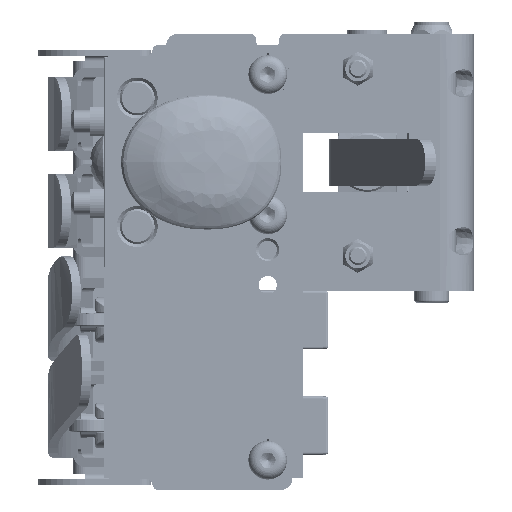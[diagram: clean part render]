
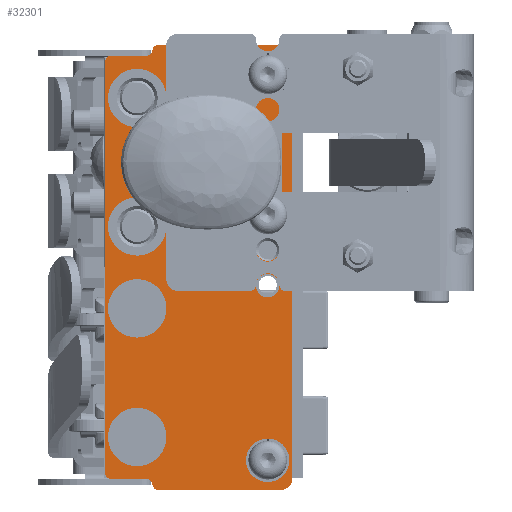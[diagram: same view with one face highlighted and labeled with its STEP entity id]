
A CAD part, left-side view. The second image highlights one B-rep face of the part: STEP entity #32301.
In plain terms, the highlighted planar face has unit normal (-1, 0, 0).
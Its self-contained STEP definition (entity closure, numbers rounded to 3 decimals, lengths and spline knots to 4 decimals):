
#1323=FACE_BOUND('',#6297,.T.);
#1324=FACE_BOUND('',#6298,.T.);
#1325=FACE_BOUND('',#6299,.T.);
#1326=FACE_BOUND('',#6300,.T.);
#1327=FACE_BOUND('',#6301,.T.);
#1328=FACE_BOUND('',#6302,.T.);
#1329=FACE_BOUND('',#6303,.T.);
#1330=FACE_BOUND('',#6304,.T.);
#1693=PLANE('',#35080);
#4412=FACE_OUTER_BOUND('',#6296,.T.);
#6296=EDGE_LOOP('',(#24677,#24678,#24679,#24680,#24681,#24682,#24683,#24684,
#24685,#24686,#24687,#24688,#24689,#24690));
#6297=EDGE_LOOP('',(#24691));
#6298=EDGE_LOOP('',(#24692));
#6299=EDGE_LOOP('',(#24693));
#6300=EDGE_LOOP('',(#24694));
#6301=EDGE_LOOP('',(#24695));
#6302=EDGE_LOOP('',(#24696));
#6303=EDGE_LOOP('',(#24697));
#6304=EDGE_LOOP('',(#24698));
#8220=LINE('',#71404,#10350);
#8221=LINE('',#71408,#10351);
#8222=LINE('',#71414,#10352);
#8223=LINE('',#71418,#10353);
#8224=LINE('',#71422,#10354);
#8225=LINE('',#71427,#10355);
#10350=VECTOR('',#38974,0.3937);
#10351=VECTOR('',#38977,0.3937);
#10352=VECTOR('',#38982,0.3937);
#10353=VECTOR('',#38985,0.3937);
#10354=VECTOR('',#38988,0.3937);
#10355=VECTOR('',#38993,0.3937);
#12232=CIRCLE('',#35079,0.125);
#12233=CIRCLE('',#35081,0.125);
#12234=CIRCLE('',#35082,0.0625);
#12235=CIRCLE('',#35083,0.0625);
#12236=CIRCLE('',#35084,0.0625);
#12237=CIRCLE('',#35085,0.0625);
#12238=CIRCLE('',#35086,0.0625);
#12239=CIRCLE('',#35087,0.0625);
#12240=CIRCLE('',#35088,0.125);
#12241=CIRCLE('',#35089,0.125);
#12242=CIRCLE('',#35090,0.125);
#12243=CIRCLE('',#35091,0.125);
#12244=CIRCLE('',#35092,0.3125);
#12245=CIRCLE('',#35093,0.3125);
#12246=CIRCLE('',#35094,0.3125);
#12247=CIRCLE('',#35095,0.3125);
#14460=VERTEX_POINT('',#71397);
#14461=VERTEX_POINT('',#71399);
#14462=VERTEX_POINT('',#71403);
#14463=VERTEX_POINT('',#71405);
#14464=VERTEX_POINT('',#71407);
#14465=VERTEX_POINT('',#71409);
#14466=VERTEX_POINT('',#71411);
#14467=VERTEX_POINT('',#71413);
#14468=VERTEX_POINT('',#71415);
#14469=VERTEX_POINT('',#71417);
#14470=VERTEX_POINT('',#71419);
#14471=VERTEX_POINT('',#71421);
#14472=VERTEX_POINT('',#71423);
#14473=VERTEX_POINT('',#71425);
#14474=VERTEX_POINT('',#71428);
#14475=VERTEX_POINT('',#71430);
#14476=VERTEX_POINT('',#71432);
#14477=VERTEX_POINT('',#71434);
#14478=VERTEX_POINT('',#71436);
#14479=VERTEX_POINT('',#71438);
#14480=VERTEX_POINT('',#71440);
#14481=VERTEX_POINT('',#71442);
#18209=EDGE_CURVE('',#14460,#14461,#12232,.T.);
#18211=EDGE_CURVE('',#14460,#14462,#8220,.T.);
#18212=EDGE_CURVE('',#14463,#14462,#12233,.T.);
#18213=EDGE_CURVE('',#14463,#14464,#8221,.T.);
#18214=EDGE_CURVE('',#14465,#14464,#12234,.T.);
#18215=EDGE_CURVE('',#14466,#14465,#12235,.T.);
#18216=EDGE_CURVE('',#14466,#14467,#8222,.T.);
#18217=EDGE_CURVE('',#14468,#14467,#12236,.T.);
#18218=EDGE_CURVE('',#14468,#14469,#8223,.T.);
#18219=EDGE_CURVE('',#14470,#14469,#12237,.T.);
#18220=EDGE_CURVE('',#14470,#14471,#8224,.T.);
#18221=EDGE_CURVE('',#14472,#14471,#12238,.T.);
#18222=EDGE_CURVE('',#14473,#14472,#12239,.T.);
#18223=EDGE_CURVE('',#14473,#14461,#8225,.T.);
#18224=EDGE_CURVE('',#14474,#14474,#12240,.T.);
#18225=EDGE_CURVE('',#14475,#14475,#12241,.T.);
#18226=EDGE_CURVE('',#14476,#14476,#12242,.T.);
#18227=EDGE_CURVE('',#14477,#14477,#12243,.T.);
#18228=EDGE_CURVE('',#14478,#14478,#12244,.T.);
#18229=EDGE_CURVE('',#14479,#14479,#12245,.T.);
#18230=EDGE_CURVE('',#14480,#14480,#12246,.T.);
#18231=EDGE_CURVE('',#14481,#14481,#12247,.T.);
#24677=ORIENTED_EDGE('',*,*,#18209,.F.);
#24678=ORIENTED_EDGE('',*,*,#18211,.T.);
#24679=ORIENTED_EDGE('',*,*,#18212,.F.);
#24680=ORIENTED_EDGE('',*,*,#18213,.T.);
#24681=ORIENTED_EDGE('',*,*,#18214,.F.);
#24682=ORIENTED_EDGE('',*,*,#18215,.F.);
#24683=ORIENTED_EDGE('',*,*,#18216,.T.);
#24684=ORIENTED_EDGE('',*,*,#18217,.F.);
#24685=ORIENTED_EDGE('',*,*,#18218,.T.);
#24686=ORIENTED_EDGE('',*,*,#18219,.F.);
#24687=ORIENTED_EDGE('',*,*,#18220,.T.);
#24688=ORIENTED_EDGE('',*,*,#18221,.F.);
#24689=ORIENTED_EDGE('',*,*,#18222,.F.);
#24690=ORIENTED_EDGE('',*,*,#18223,.T.);
#24691=ORIENTED_EDGE('',*,*,#18224,.T.);
#24692=ORIENTED_EDGE('',*,*,#18225,.T.);
#24693=ORIENTED_EDGE('',*,*,#18226,.T.);
#24694=ORIENTED_EDGE('',*,*,#18227,.T.);
#24695=ORIENTED_EDGE('',*,*,#18228,.T.);
#24696=ORIENTED_EDGE('',*,*,#18229,.T.);
#24697=ORIENTED_EDGE('',*,*,#18230,.T.);
#24698=ORIENTED_EDGE('',*,*,#18231,.T.);
#32301=ADVANCED_FACE('',(#4412,#1323,#1324,#1325,#1326,#1327,#1328,#1329,
#1330),#1693,.T.);
#35079=AXIS2_PLACEMENT_3D('',#71400,#38969,#38970);
#35080=AXIS2_PLACEMENT_3D('',#71402,#38972,#38973);
#35081=AXIS2_PLACEMENT_3D('',#71406,#38975,#38976);
#35082=AXIS2_PLACEMENT_3D('',#71410,#38978,#38979);
#35083=AXIS2_PLACEMENT_3D('',#71412,#38980,#38981);
#35084=AXIS2_PLACEMENT_3D('',#71416,#38983,#38984);
#35085=AXIS2_PLACEMENT_3D('',#71420,#38986,#38987);
#35086=AXIS2_PLACEMENT_3D('',#71424,#38989,#38990);
#35087=AXIS2_PLACEMENT_3D('',#71426,#38991,#38992);
#35088=AXIS2_PLACEMENT_3D('',#71429,#38994,#38995);
#35089=AXIS2_PLACEMENT_3D('',#71431,#38996,#38997);
#35090=AXIS2_PLACEMENT_3D('',#71433,#38998,#38999);
#35091=AXIS2_PLACEMENT_3D('',#71435,#39000,#39001);
#35092=AXIS2_PLACEMENT_3D('',#71437,#39002,#39003);
#35093=AXIS2_PLACEMENT_3D('',#71439,#39004,#39005);
#35094=AXIS2_PLACEMENT_3D('',#71441,#39006,#39007);
#35095=AXIS2_PLACEMENT_3D('',#71443,#39008,#39009);
#38969=DIRECTION('center_axis',(1.,0.,0.));
#38970=DIRECTION('ref_axis',(0.,-0.707,-0.707));
#38972=DIRECTION('center_axis',(-1.,0.,0.));
#38973=DIRECTION('ref_axis',(0.,0.,1.));
#38974=DIRECTION('',(0.,0.,1.));
#38975=DIRECTION('center_axis',(1.,0.,0.));
#38976=DIRECTION('ref_axis',(0.,-0.707,0.707));
#38977=DIRECTION('',(0.,1.,0.));
#38978=DIRECTION('center_axis',(1.,0.,0.));
#38979=DIRECTION('ref_axis',(0.,0.707,0.707));
#38980=DIRECTION('center_axis',(-1.,0.,0.));
#38981=DIRECTION('ref_axis',(0.,0.,1.));
#38982=DIRECTION('',(0.,1.,0.));
#38983=DIRECTION('center_axis',(1.,0.,0.));
#38984=DIRECTION('ref_axis',(0.,0.707,0.707));
#38985=DIRECTION('',(0.,0.,-1.));
#38986=DIRECTION('center_axis',(1.,0.,0.));
#38987=DIRECTION('ref_axis',(0.,0.707,-0.707));
#38988=DIRECTION('',(0.,-1.,0.));
#38989=DIRECTION('center_axis',(-1.,0.,0.));
#38990=DIRECTION('ref_axis',(0.,-0.707,0.707));
#38991=DIRECTION('center_axis',(1.,0.,0.));
#38992=DIRECTION('ref_axis',(0.,0.,1.));
#38993=DIRECTION('',(0.,-1.,0.));
#38994=DIRECTION('center_axis',(1.,0.,0.));
#38995=DIRECTION('ref_axis',(0.,0.,-1.));
#38996=DIRECTION('center_axis',(1.,0.,0.));
#38997=DIRECTION('ref_axis',(0.,0.,-1.));
#38998=DIRECTION('center_axis',(1.,0.,0.));
#38999=DIRECTION('ref_axis',(0.,0.,-1.));
#39000=DIRECTION('center_axis',(1.,0.,0.));
#39001=DIRECTION('ref_axis',(0.,0.,-1.));
#39002=DIRECTION('center_axis',(1.,0.,0.));
#39003=DIRECTION('ref_axis',(0.,0.,-1.));
#39004=DIRECTION('center_axis',(1.,0.,0.));
#39005=DIRECTION('ref_axis',(0.,0.,-1.));
#39006=DIRECTION('center_axis',(1.,0.,0.));
#39007=DIRECTION('ref_axis',(0.,0.,-1.));
#39008=DIRECTION('center_axis',(1.,0.,0.));
#39009=DIRECTION('ref_axis',(0.,0.,-1.));
#71397=CARTESIAN_POINT('',(-0.0625,-1.,-2.255));
#71399=CARTESIAN_POINT('',(-0.0625,-0.875,-2.38));
#71400=CARTESIAN_POINT('Origin',(-0.0625,-0.875,-2.255));
#71402=CARTESIAN_POINT('Origin',(-0.0625,-0.0088,0.));
#71403=CARTESIAN_POINT('',(-0.0625,-1.,2.255));
#71404=CARTESIAN_POINT('',(-0.0625,-1.,-2.38));
#71405=CARTESIAN_POINT('',(-0.0625,-0.875,2.38));
#71406=CARTESIAN_POINT('Origin',(-0.0625,-0.875,2.255));
#71407=CARTESIAN_POINT('',(-0.0625,0.4325,2.38));
#71408=CARTESIAN_POINT('',(-0.0625,-1.,2.38));
#71409=CARTESIAN_POINT('',(-0.0625,0.4949,2.3214));
#71410=CARTESIAN_POINT('Origin',(-0.0625,0.4325,2.3175));
#71411=CARTESIAN_POINT('',(-0.0625,0.5573,2.2627));
#71412=CARTESIAN_POINT('Origin',(-0.0625,0.5573,2.3252));
#71413=CARTESIAN_POINT('',(-0.0625,0.9375,2.2627));
#71414=CARTESIAN_POINT('',(-0.0625,0.495,2.2627));
#71415=CARTESIAN_POINT('',(-0.0625,1.,2.2002));
#71416=CARTESIAN_POINT('Origin',(-0.0625,0.9375,2.2002));
#71417=CARTESIAN_POINT('',(-0.0625,1.,-2.2002));
#71418=CARTESIAN_POINT('',(-0.0625,1.,2.2627));
#71419=CARTESIAN_POINT('',(-0.0625,0.9375,-2.2627));
#71420=CARTESIAN_POINT('Origin',(-0.0625,0.9375,-2.2002));
#71421=CARTESIAN_POINT('',(-0.0625,0.5575,-2.2627));
#71422=CARTESIAN_POINT('',(-0.0625,1.,-2.2627));
#71423=CARTESIAN_POINT('',(-0.0625,0.4951,-2.3214));
#71424=CARTESIAN_POINT('Origin',(-0.0625,0.5575,-2.3252));
#71425=CARTESIAN_POINT('',(-0.0625,0.4327,-2.38));
#71426=CARTESIAN_POINT('Origin',(-0.0625,0.4327,-2.3175));
#71427=CARTESIAN_POINT('',(-0.0625,0.495,-2.38));
#71428=CARTESIAN_POINT('',(-0.0625,-0.7367,-0.0706));
#71429=CARTESIAN_POINT('Origin',(-0.0625,-0.7367,-0.1956));
#71430=CARTESIAN_POINT('',(-0.0625,-0.7367,2.1856));
#71431=CARTESIAN_POINT('Origin',(-0.0625,-0.7367,2.0606));
#71432=CARTESIAN_POINT('',(-0.0625,-0.7367,0.3185));
#71433=CARTESIAN_POINT('Origin',(-0.0625,-0.7367,0.1935));
#71434=CARTESIAN_POINT('',(-0.0625,-0.7367,-1.9376));
#71435=CARTESIAN_POINT('Origin',(-0.0625,-0.7367,-2.0626));
#71436=CARTESIAN_POINT('',(-0.0625,0.6583,-0.1256));
#71437=CARTESIAN_POINT('Origin',(-0.0625,0.6583,-0.4381));
#71438=CARTESIAN_POINT('',(-0.0625,0.6583,2.1236));
#71439=CARTESIAN_POINT('Origin',(-0.0625,0.6583,1.8111));
#71440=CARTESIAN_POINT('',(-0.0625,0.6583,0.7506));
#71441=CARTESIAN_POINT('Origin',(-0.0625,0.6583,0.4381));
#71442=CARTESIAN_POINT('',(-0.0625,0.6583,-1.5006));
#71443=CARTESIAN_POINT('Origin',(-0.0625,0.6583,-1.8131));
